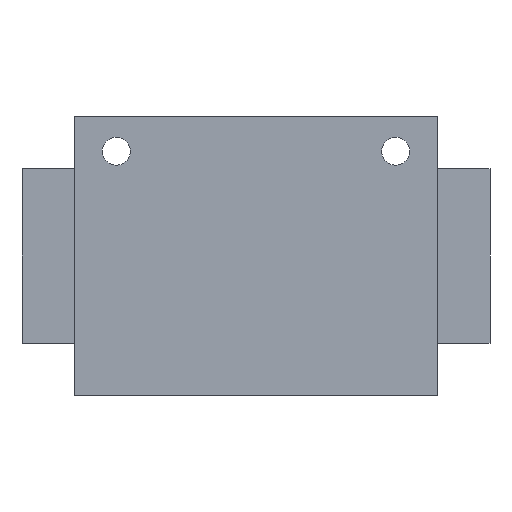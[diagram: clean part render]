
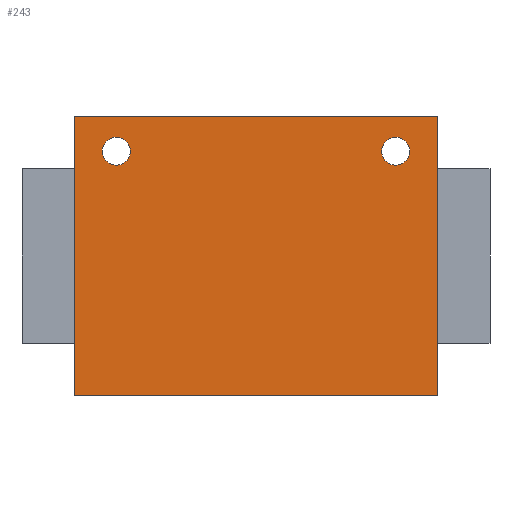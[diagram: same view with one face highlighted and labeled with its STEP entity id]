
A CAD part, front view. The second image highlights one B-rep face of the part: STEP entity #243.
In plain terms, the highlighted planar face has unit normal (0, -1, 0).
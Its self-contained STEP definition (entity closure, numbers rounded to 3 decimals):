
#243 = ADVANCED_FACE( '', ( #464, #465, #466 ), #467, .F. );
#464 = FACE_BOUND( '', #752, .T. );
#465 = FACE_BOUND( '', #753, .T. );
#466 = FACE_OUTER_BOUND( '', #754, .T. );
#467 = PLANE( '', #755 );
#752 = EDGE_LOOP( '', ( #1051 ) );
#753 = EDGE_LOOP( '', ( #1052 ) );
#754 = EDGE_LOOP( '', ( #1053, #1054, #1055, #1056 ) );
#755 = AXIS2_PLACEMENT_3D( '', #1057, #1058, #1059 );
#1051 = ORIENTED_EDGE( '', *, *, #1514, .T. );
#1052 = ORIENTED_EDGE( '', *, *, #1515, .T. );
#1053 = ORIENTED_EDGE( '', *, *, #1516, .F. );
#1054 = ORIENTED_EDGE( '', *, *, #1517, .F. );
#1055 = ORIENTED_EDGE( '', *, *, #1518, .F. );
#1056 = ORIENTED_EDGE( '', *, *, #1519, .F. );
#1057 = CARTESIAN_POINT( '', ( 0., -25., 0. ) );
#1058 = DIRECTION( '', ( 0., 1., 0. ) );
#1059 = DIRECTION( '', ( 0., 0., 1. ) );
#1514 = EDGE_CURVE( '', #1710, #1710, #1711, .T. );
#1515 = EDGE_CURVE( '', #1712, #1712, #1713, .T. );
#1516 = EDGE_CURVE( '', #1714, #1715, #1716, .T. );
#1517 = EDGE_CURVE( '', #1717, #1714, #1718, .T. );
#1518 = EDGE_CURVE( '', #1719, #1717, #1720, .T. );
#1519 = EDGE_CURVE( '', #1715, #1719, #1721, .T. );
#1710 = VERTEX_POINT( '', #1979 );
#1711 = CIRCLE( '', #1980, 4. );
#1712 = VERTEX_POINT( '', #1981 );
#1713 = CIRCLE( '', #1982, 4. );
#1714 = VERTEX_POINT( '', #1983 );
#1715 = VERTEX_POINT( '', #1984 );
#1716 = LINE( '', #1985, #1986 );
#1717 = VERTEX_POINT( '', #1987 );
#1718 = LINE( '', #1988, #1989 );
#1719 = VERTEX_POINT( '', #1990 );
#1720 = LINE( '', #1991, #1992 );
#1721 = LINE( '', #1993, #1994 );
#1979 = CARTESIAN_POINT( '', ( -36., -25., 30. ) );
#1980 = AXIS2_PLACEMENT_3D( '', #2320, #2321, #2322 );
#1981 = CARTESIAN_POINT( '', ( 44., -25., 30. ) );
#1982 = AXIS2_PLACEMENT_3D( '', #2323, #2324, #2325 );
#1983 = CARTESIAN_POINT( '', ( -52., -25., -40. ) );
#1984 = CARTESIAN_POINT( '', ( -52., -25., 40. ) );
#1985 = CARTESIAN_POINT( '', ( -52., -25., -40. ) );
#1986 = VECTOR( '', #2326, 1000. );
#1987 = CARTESIAN_POINT( '', ( 52., -25., -40. ) );
#1988 = CARTESIAN_POINT( '', ( 52., -25., -40. ) );
#1989 = VECTOR( '', #2327, 1000. );
#1990 = CARTESIAN_POINT( '', ( 52., -25., 40. ) );
#1991 = CARTESIAN_POINT( '', ( 52., -25., 40. ) );
#1992 = VECTOR( '', #2328, 1000. );
#1993 = CARTESIAN_POINT( '', ( -52., -25., 40. ) );
#1994 = VECTOR( '', #2329, 1000. );
#2320 = CARTESIAN_POINT( '', ( -40., -25., 30. ) );
#2321 = DIRECTION( '', ( 0., 1., 0. ) );
#2322 = DIRECTION( '', ( 1., 0., 0. ) );
#2323 = CARTESIAN_POINT( '', ( 40., -25., 30. ) );
#2324 = DIRECTION( '', ( 0., 1., 0. ) );
#2325 = DIRECTION( '', ( 1., 0., 0. ) );
#2326 = DIRECTION( '', ( 0., 0., 1. ) );
#2327 = DIRECTION( '', ( -1., 0., 0. ) );
#2328 = DIRECTION( '', ( 0., 0., -1. ) );
#2329 = DIRECTION( '', ( 1., 0., 0. ) );
